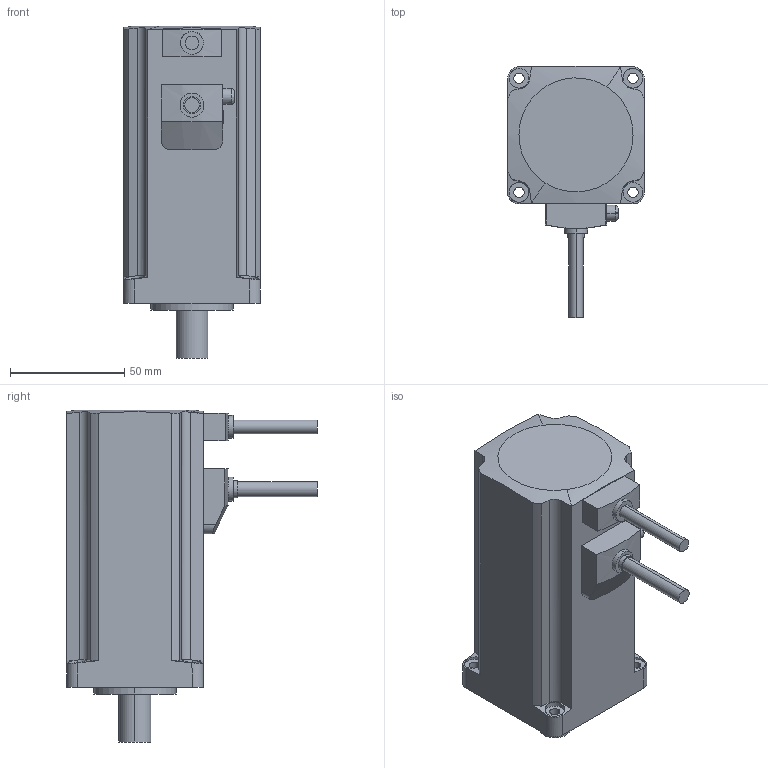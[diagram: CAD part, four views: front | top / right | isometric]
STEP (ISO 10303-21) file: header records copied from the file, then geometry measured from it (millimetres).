
FILE_DESCRIPTION (( 'STEP AP203' ), '1' );
FILE_NAME ('AZXM640AC.STEP', '2022-12-02T02:05:25', ( '' ), ( '' ), 'SwSTEP 2.0', 'SolidWorks 2020', '' );
FILE_SCHEMA (( 'CONFIG_CONTROL_DESIGN' ));
Length unit declared in the file: millimetre
Products named in the file (1): AZXM640AC
Bounding box: 60 x 110 x 145.5 mm (x, y, z)
Volume: 411720.1 mm3; surface area: 38993.2 mm2
Topology: 1 solids, 1 shells, 134 faces, 339 edges, 224 vertices
Faces by surface type: plane 67, cylinder 56, bspline 11
Entity records: 5009 total; most frequent: CARTESIAN_POINT 1772, ORIENTED_EDGE 678, DIRECTION 612, EDGE_CURVE 339, VERTEX_POINT 224, AXIS2_PLACEMENT_3D 220, VECTOR 172, LINE 172
